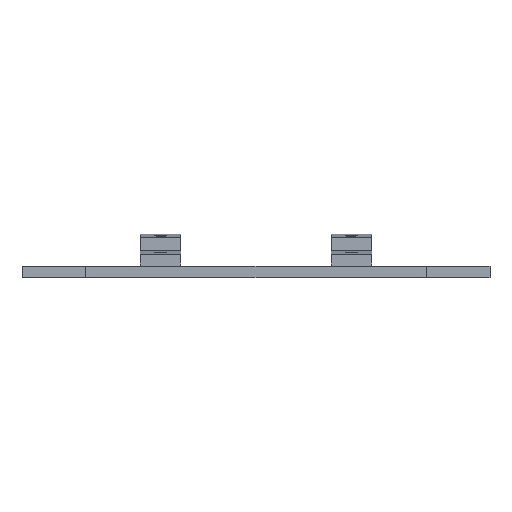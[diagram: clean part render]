
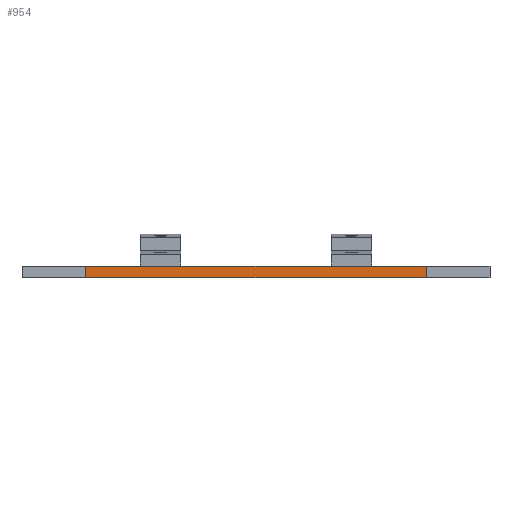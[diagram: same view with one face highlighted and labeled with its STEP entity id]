
A CAD part, front view. The second image highlights one B-rep face of the part: STEP entity #954.
In plain terms, the highlighted planar face has unit normal (0, -1, 0).
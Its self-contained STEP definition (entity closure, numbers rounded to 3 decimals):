
#50=PLANE('',#1034);
#100=FACE_OUTER_BOUND('',#164,.T.);
#164=EDGE_LOOP('',(#805,#806,#807,#808));
#224=LINE('',#1402,#340);
#234=LINE('',#1424,#350);
#266=LINE('',#1486,#382);
#272=LINE('',#1498,#388);
#340=VECTOR('',#1150,10.);
#350=VECTOR('',#1162,10.);
#382=VECTOR('',#1196,10.);
#388=VECTOR('',#1214,10.);
#465=VERTEX_POINT('',#1387);
#472=VERTEX_POINT('',#1400);
#481=VERTEX_POINT('',#1420);
#483=VERTEX_POINT('',#1423);
#572=EDGE_CURVE('',#472,#465,#224,.T.);
#582=EDGE_CURVE('',#483,#481,#234,.T.);
#614=EDGE_CURVE('',#481,#465,#266,.T.);
#620=EDGE_CURVE('',#483,#472,#272,.T.);
#805=ORIENTED_EDGE('',*,*,#582,.T.);
#806=ORIENTED_EDGE('',*,*,#614,.T.);
#807=ORIENTED_EDGE('',*,*,#572,.F.);
#808=ORIENTED_EDGE('',*,*,#620,.F.);
#954=ADVANCED_FACE('',(#100),#50,.T.);
#1034=AXIS2_PLACEMENT_3D('',#1499,#1215,#1216);
#1150=DIRECTION('',(-1.,0.,0.));
#1162=DIRECTION('',(-1.,0.,0.));
#1196=DIRECTION('',(0.,0.,-1.));
#1214=DIRECTION('',(0.,0.,-1.));
#1215=DIRECTION('center_axis',(0.,-1.,0.));
#1216=DIRECTION('ref_axis',(-1.,0.,0.));
#1387=CARTESIAN_POINT('',(-29.5,-48.5,-2.));
#1400=CARTESIAN_POINT('',(29.5,-48.5,-2.));
#1402=CARTESIAN_POINT('',(29.5,-48.5,-2.));
#1420=CARTESIAN_POINT('',(-29.5,-48.5,0.));
#1423=CARTESIAN_POINT('',(29.5,-48.5,0.));
#1424=CARTESIAN_POINT('',(29.5,-48.5,0.));
#1486=CARTESIAN_POINT('',(-29.5,-48.5,0.));
#1498=CARTESIAN_POINT('',(29.5,-48.5,0.));
#1499=CARTESIAN_POINT('Origin',(29.5,-48.5,0.));
